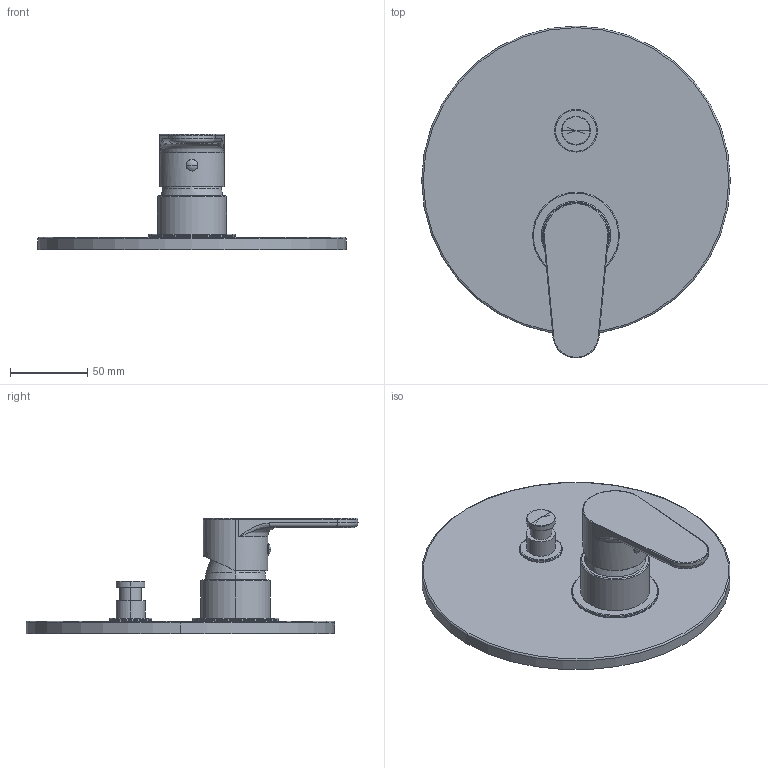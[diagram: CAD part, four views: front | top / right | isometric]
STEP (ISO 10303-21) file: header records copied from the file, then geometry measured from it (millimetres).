
FILE_DESCRIPTION((''),'2;1');
FILE_NAME('GR015CR','2021-01-14T11:37:35',('ut3'),('PAFFONI SpA'),'CREO PARAMETRIC BY PTC INC, 2020044','CREO PARAMETRIC BY PTC INC, 2020044','');
FILE_SCHEMA(('CONFIG_CONTROL_DESIGN','SHAPE_APPEARANCE_LAYERS_GROUPS'));
Length unit declared in the file: millimetre
Products named in the file (1): GR015CR
Bounding box: 200 x 215.19 x 74.8 mm (x, y, z)
Volume: 300636.5 mm3; surface area: 96271.7 mm2
Topology: 2 solids, 2 shells, 146 faces, 342 edges, 206 vertices
Faces by surface type: cylinder 53, plane 50, cone 19, torus 18, bspline 4, sphere 2
Entity records: 5731 total; most frequent: CARTESIAN_POINT 1279, DIRECTION 733, ORIENTED_EDGE 676, EDGE_CURVE 338, AXIS2_PLACEMENT_3D 288, VERTEX_POINT 206, EDGE_LOOP 166, VECTOR 157
